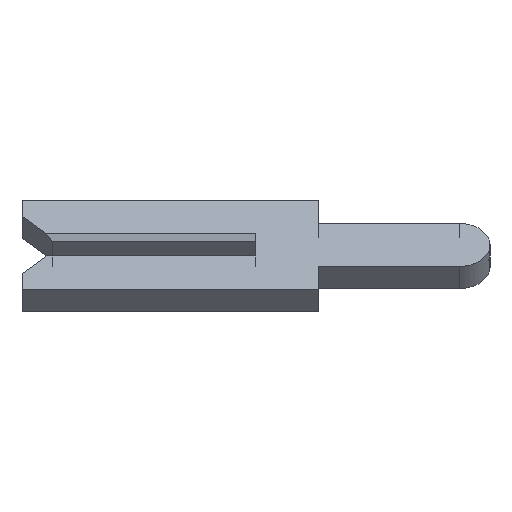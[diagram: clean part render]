
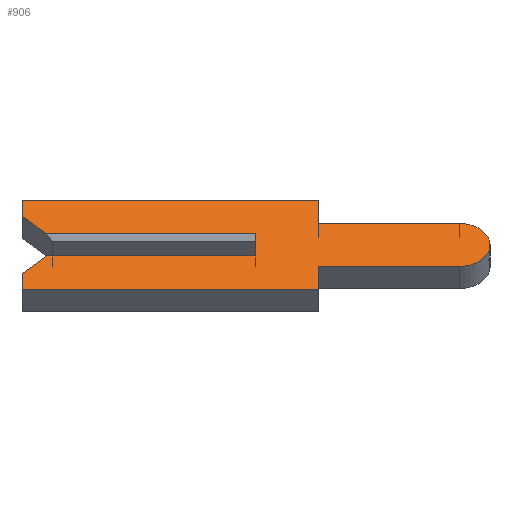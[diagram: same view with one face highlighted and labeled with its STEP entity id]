
A CAD part, left-side view. The second image highlights one B-rep face of the part: STEP entity #906.
In plain terms, the highlighted face is planar.
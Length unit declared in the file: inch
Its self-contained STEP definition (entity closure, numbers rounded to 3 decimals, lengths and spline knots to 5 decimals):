
#35 = VECTOR ( 'NONE', #1210, 39.37008 ) ;
#70 = CARTESIAN_POINT ( 'NONE',  ( -0.01, 0.15, 0.04 ) ) ;
#77 = VERTEX_POINT ( 'NONE', #1083 ) ;
#92 = DIRECTION ( 'NONE',  ( 0., -1., 0. ) ) ;
#117 = CARTESIAN_POINT ( 'NONE',  ( -0.01, -0.1305, -0.01 ) ) ;
#142 = CIRCLE ( 'NONE', #1316, 0.0195 ) ;
#179 = ORIENTED_EDGE ( 'NONE', *, *, #1575, .F. ) ;
#196 = VERTEX_POINT ( 'NONE', #1279 ) ;
#212 = EDGE_CURVE ( 'NONE', #1493, #499, #503, .T. ) ;
#231 = VECTOR ( 'NONE', #515, 39.37008 ) ;
#239 = CARTESIAN_POINT ( 'NONE',  ( -0.01, 0.1305, -0.0065 ) ) ;
#259 = ORIENTED_EDGE ( 'NONE', *, *, #850, .F. ) ;
#283 = CARTESIAN_POINT ( 'NONE',  ( -0.01, 0.1305, 0.0065 ) ) ;
#287 = CARTESIAN_POINT ( 'NONE',  ( -0.01, -0.04, 0.0195 ) ) ;
#307 = LINE ( 'NONE', #287, #1510 ) ;
#354 = ORIENTED_EDGE ( 'NONE', *, *, #1696, .F. ) ;
#366 = ORIENTED_EDGE ( 'NONE', *, *, #1066, .F. ) ;
#380 = ORIENTED_EDGE ( 'NONE', *, *, #1096, .F. ) ;
#486 = VECTOR ( 'NONE', #622, 39.37008 ) ;
#499 = VERTEX_POINT ( 'NONE', #1136 ) ;
#503 = LINE ( 'NONE', #2197, #486 ) ;
#515 = DIRECTION ( 'NONE',  ( 0., 0., 1. ) ) ;
#542 = VERTEX_POINT ( 'NONE', #1671 ) ;
#570 = LINE ( 'NONE', #70, #766 ) ;
#588 = DIRECTION ( 'NONE',  ( 0., -0.707, 0.707 ) ) ;
#610 = VERTEX_POINT ( 'NONE', #948 ) ;
#611 = CARTESIAN_POINT ( 'NONE',  ( -0.01, 0.15, 0.01 ) ) ;
#622 = DIRECTION ( 'NONE',  ( 0., 1., 0. ) ) ;
#626 = EDGE_CURVE ( 'NONE', #1846, #1358, #957, .T. ) ;
#627 = CARTESIAN_POINT ( 'NONE',  ( -0.01, 0., 0.0065 ) ) ;
#629 = VECTOR ( 'NONE', #588, 39.37008 ) ;
#656 = CARTESIAN_POINT ( 'NONE',  ( -0.01, -0.1305, 0. ) ) ;
#674 = EDGE_CURVE ( 'NONE', #610, #77, #1483, .T. ) ;
#717 = ORIENTED_EDGE ( 'NONE', *, *, #1262, .F. ) ;
#735 = VECTOR ( 'NONE', #1150, 39.37008 ) ;
#749 = LINE ( 'NONE', #1351, #231 ) ;
#766 = VECTOR ( 'NONE', #92, 39.37008 ) ;
#775 = CARTESIAN_POINT ( 'NONE',  ( -0.01, -0.04, -0.0195 ) ) ;
#789 = DIRECTION ( 'NONE',  ( 1., 0., 0. ) ) ;
#813 = CARTESIAN_POINT ( 'NONE',  ( -0.01, 0.15, 0.026 ) ) ;
#839 = CARTESIAN_POINT ( 'NONE',  ( -0.01, 0.15, -0.026 ) ) ;
#850 = EDGE_CURVE ( 'NONE', #77, #905, #307, .T. ) ;
#905 = VERTEX_POINT ( 'NONE', #1512 ) ;
#906 = ADVANCED_FACE ( 'NONE', ( #1652 ), #1167, .F. ) ;
#948 = CARTESIAN_POINT ( 'NONE',  ( -0.01, -0.04, 0.04 ) ) ;
#957 = LINE ( 'NONE', #239, #629 ) ;
#972 = LINE ( 'NONE', #1738, #35 ) ;
#984 = DIRECTION ( 'NONE',  ( 0., -1., 0. ) ) ;
#1024 = DIRECTION ( 'NONE',  ( 0., -1., 0. ) ) ;
#1037 = VECTOR ( 'NONE', #1852, 39.37008 ) ;
#1066 = EDGE_CURVE ( 'NONE', #1704, #196, #1154, .T. ) ;
#1083 = CARTESIAN_POINT ( 'NONE',  ( -0.01, -0.04, 0.0195 ) ) ;
#1096 = EDGE_CURVE ( 'NONE', #1592, #542, #1319, .T. ) ;
#1119 = ORIENTED_EDGE ( 'NONE', *, *, #1508, .F. ) ;
#1121 = DIRECTION ( 'NONE',  ( 0., 0., -1. ) ) ;
#1133 = ORIENTED_EDGE ( 'NONE', *, *, #674, .F. ) ;
#1136 = CARTESIAN_POINT ( 'NONE',  ( -0.01, 0.15, -0.04 ) ) ;
#1144 = CARTESIAN_POINT ( 'NONE',  ( -0.01, 0.134, -0.01 ) ) ;
#1146 = EDGE_CURVE ( 'NONE', #2038, #196, #1853, .T. ) ;
#1150 = DIRECTION ( 'NONE',  ( 0., 1., 0. ) ) ;
#1154 = LINE ( 'NONE', #627, #1574 ) ;
#1167 = PLANE ( 'NONE',  #2042 ) ;
#1190 = ORIENTED_EDGE ( 'NONE', *, *, #2031, .F. ) ;
#1196 = CARTESIAN_POINT ( 'NONE',  ( -0.01, 0., -0.01 ) ) ;
#1210 = DIRECTION ( 'NONE',  ( 0., 0., 1. ) ) ;
#1226 = ORIENTED_EDGE ( 'NONE', *, *, #1736, .F. ) ;
#1262 = EDGE_CURVE ( 'NONE', #1278, #610, #570, .T. ) ;
#1270 = ORIENTED_EDGE ( 'NONE', *, *, #212, .F. ) ;
#1278 = VERTEX_POINT ( 'NONE', #1504 ) ;
#1279 = CARTESIAN_POINT ( 'NONE',  ( -0.01, 0., 0.01 ) ) ;
#1306 = DIRECTION ( 'NONE',  ( 0., 0.707, 0.707 ) ) ;
#1316 = AXIS2_PLACEMENT_3D ( 'NONE', #656, #1904, #1344 ) ;
#1319 = LINE ( 'NONE', #775, #735 ) ;
#1328 = DIRECTION ( 'NONE',  ( 0., 0., 1. ) ) ;
#1344 = DIRECTION ( 'NONE',  ( 0., 0., -1. ) ) ;
#1351 = CARTESIAN_POINT ( 'NONE',  ( -0.01, 0.15, 0.026 ) ) ;
#1358 = VERTEX_POINT ( 'NONE', #1144 ) ;
#1383 = ORIENTED_EDGE ( 'NONE', *, *, #626, .F. ) ;
#1483 = LINE ( 'NONE', #2207, #1737 ) ;
#1493 = VERTEX_POINT ( 'NONE', #2063 ) ;
#1504 = CARTESIAN_POINT ( 'NONE',  ( -0.01, 0.15, 0.04 ) ) ;
#1508 = EDGE_CURVE ( 'NONE', #2038, #1719, #1585, .T. ) ;
#1510 = VECTOR ( 'NONE', #984, 39.37008 ) ;
#1512 = CARTESIAN_POINT ( 'NONE',  ( -0.01, -0.1305, 0.0195 ) ) ;
#1528 = DIRECTION ( 'NONE',  ( 0., 0., -1. ) ) ;
#1564 = ORIENTED_EDGE ( 'NONE', *, *, #1146, .T. ) ;
#1571 = CARTESIAN_POINT ( 'NONE',  ( -0.01, -0.1305, -0.0195 ) ) ;
#1574 = VECTOR ( 'NONE', #1328, 39.37008 ) ;
#1575 = EDGE_CURVE ( 'NONE', #1358, #1704, #1637, .T. ) ;
#1585 = LINE ( 'NONE', #283, #1869 ) ;
#1592 = VERTEX_POINT ( 'NONE', #1571 ) ;
#1637 = LINE ( 'NONE', #117, #2009 ) ;
#1652 = FACE_OUTER_BOUND ( 'NONE', #2097, .T. ) ;
#1671 = CARTESIAN_POINT ( 'NONE',  ( -0.01, -0.04, -0.0195 ) ) ;
#1696 = EDGE_CURVE ( 'NONE', #905, #1592, #142, .T. ) ;
#1704 = VERTEX_POINT ( 'NONE', #1196 ) ;
#1719 = VERTEX_POINT ( 'NONE', #813 ) ;
#1736 = EDGE_CURVE ( 'NONE', #542, #1493, #2124, .T. ) ;
#1737 = VECTOR ( 'NONE', #1121, 39.37008 ) ;
#1738 = CARTESIAN_POINT ( 'NONE',  ( -0.01, 0.15, -0.026 ) ) ;
#1846 = VERTEX_POINT ( 'NONE', #839 ) ;
#1852 = DIRECTION ( 'NONE',  ( 0., -1., 0. ) ) ;
#1853 = LINE ( 'NONE', #611, #1037 ) ;
#1869 = VECTOR ( 'NONE', #1306, 39.37008 ) ;
#1890 = CARTESIAN_POINT ( 'NONE',  ( -0.01, -0.04, -0.04 ) ) ;
#1904 = DIRECTION ( 'NONE',  ( 1., 0., 0. ) ) ;
#1951 = VECTOR ( 'NONE', #1528, 39.37008 ) ;
#1982 = EDGE_CURVE ( 'NONE', #1719, #1278, #749, .T. ) ;
#2009 = VECTOR ( 'NONE', #1024, 39.37008 ) ;
#2031 = EDGE_CURVE ( 'NONE', #499, #1846, #972, .T. ) ;
#2038 = VERTEX_POINT ( 'NONE', #2102 ) ;
#2042 = AXIS2_PLACEMENT_3D ( 'NONE', #2066, #789, #2054 ) ;
#2054 = DIRECTION ( 'NONE',  ( 0., 0., -1. ) ) ;
#2062 = ORIENTED_EDGE ( 'NONE', *, *, #1982, .F. ) ;
#2063 = CARTESIAN_POINT ( 'NONE',  ( -0.01, -0.04, -0.04 ) ) ;
#2066 = CARTESIAN_POINT ( 'NONE',  ( -0.01, -0.1305, 0. ) ) ;
#2097 = EDGE_LOOP ( 'NONE', ( #1564, #366, #179, #1383, #1190, #1270, #1226, #380, #354, #259, #1133, #717, #2062, #1119 ) ) ;
#2102 = CARTESIAN_POINT ( 'NONE',  ( -0.01, 0.134, 0.01 ) ) ;
#2124 = LINE ( 'NONE', #1890, #1951 ) ;
#2197 = CARTESIAN_POINT ( 'NONE',  ( -0.01, 0.15, -0.04 ) ) ;
#2207 = CARTESIAN_POINT ( 'NONE',  ( -0.01, -0.04, 0.04 ) ) ;
